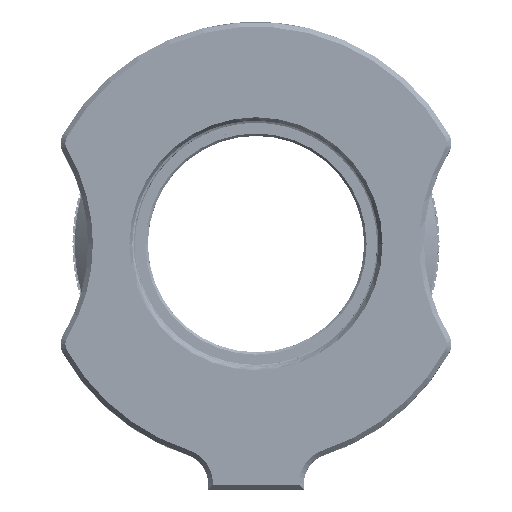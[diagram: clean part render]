
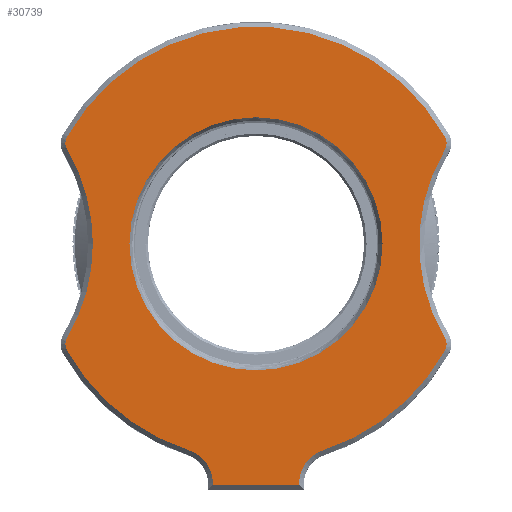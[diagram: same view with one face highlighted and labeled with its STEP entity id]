
A CAD part, top view. The second image highlights one B-rep face of the part: STEP entity #30739.
In plain terms, the highlighted planar face has unit normal (0, 0, 1).
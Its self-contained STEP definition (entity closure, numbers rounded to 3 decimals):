
#12345=DIRECTION('',(0.,1.,0.));
#12346=VECTOR('',#12345,0.167);
#12347=CARTESIAN_POINT('',(-4.572,-25.527,9.589));
#12348=LINE('',#12347,#12346);
#12384=CARTESIAN_POINT('',(-8.255,-25.36,9.589));
#12385=DIRECTION('',(0.,0.,-1.));
#12386=DIRECTION('',(0.31,0.951,0.));
#12387=AXIS2_PLACEMENT_3D('',#12384,#12385,#12386);
#12389=CARTESIAN_POINT('',(0.,0.,9.589));
#12390=DIRECTION('',(0.,0.,1.));
#12391=DIRECTION('',(-0.87,-0.493,0.));
#12392=AXIS2_PLACEMENT_3D('',#12389,#12390,#12391);
#12394=CARTESIAN_POINT('',(-18.782,-10.648,9.589));
#12395=DIRECTION('',(0.,0.,1.));
#12396=DIRECTION('',(-1.,0.,0.));
#12397=AXIS2_PLACEMENT_3D('',#12394,#12395,#12396);
#12399=CARTESIAN_POINT('',(-18.782,-10.648,9.589));
#12400=DIRECTION('',(0.,0.,1.));
#12401=DIRECTION('',(-0.861,0.508,0.));
#12402=AXIS2_PLACEMENT_3D('',#12399,#12400,#12401);
#12404=CARTESIAN_POINT('',(-36.83,0.,9.589));
#12405=DIRECTION('',(0.,0.,-1.));
#12406=DIRECTION('',(1.,0.,0.));
#12407=AXIS2_PLACEMENT_3D('',#12404,#12405,#12406);
#12409=CARTESIAN_POINT('',(-36.83,0.,9.589));
#12410=DIRECTION('',(0.,0.,-1.));
#12411=DIRECTION('',(0.861,0.508,0.));
#12412=AXIS2_PLACEMENT_3D('',#12409,#12410,#12411);
#12414=CARTESIAN_POINT('',(-18.782,10.648,9.589));
#12415=DIRECTION('',(0.,0.,1.));
#12416=DIRECTION('',(-1.,0.,0.));
#12417=AXIS2_PLACEMENT_3D('',#12414,#12415,#12416);
#12419=CARTESIAN_POINT('',(-18.782,10.648,9.589));
#12420=DIRECTION('',(0.,0.,1.));
#12421=DIRECTION('',(-0.87,0.493,0.));
#12422=AXIS2_PLACEMENT_3D('',#12419,#12420,#12421);
#12424=CARTESIAN_POINT('',(0.,0.,9.589));
#12425=DIRECTION('',(0.,0.,1.));
#12426=DIRECTION('',(0.87,0.493,0.));
#12427=AXIS2_PLACEMENT_3D('',#12424,#12425,#12426);
#12429=CARTESIAN_POINT('',(18.782,10.648,9.589));
#12430=DIRECTION('',(0.,0.,1.));
#12431=DIRECTION('',(0.861,-0.508,0.));
#12432=AXIS2_PLACEMENT_3D('',#12429,#12430,#12431);
#12434=CARTESIAN_POINT('',(36.83,0.,9.589));
#12435=DIRECTION('',(0.,0.,1.));
#12436=DIRECTION('',(-0.861,0.508,0.));
#12437=AXIS2_PLACEMENT_3D('',#12434,#12435,#12436);
#12439=CARTESIAN_POINT('',(18.782,-10.648,9.589));
#12440=DIRECTION('',(0.,0.,1.));
#12441=DIRECTION('',(0.87,-0.493,0.));
#12442=AXIS2_PLACEMENT_3D('',#12439,#12440,#12441);
#12444=CARTESIAN_POINT('',(0.,0.,9.589));
#12445=DIRECTION('',(0.,0.,1.));
#12446=DIRECTION('',(0.31,-0.951,0.));
#12447=AXIS2_PLACEMENT_3D('',#12444,#12445,#12446);
#12449=CARTESIAN_POINT('',(8.255,-25.36,9.589));
#12450=DIRECTION('',(0.,0.,-1.));
#12451=DIRECTION('',(-1.,0.,0.));
#12452=AXIS2_PLACEMENT_3D('',#12449,#12450,#12451);
#12454=CARTESIAN_POINT('',(0.,0.,9.589));
#12455=DIRECTION('',(0.,0.,-1.));
#12456=DIRECTION('',(1.,0.,0.));
#12457=AXIS2_PLACEMENT_3D('',#12454,#12455,#12456);
#12459=CARTESIAN_POINT('',(0.,0.,9.589));
#12460=DIRECTION('',(0.,0.,-1.));
#12461=DIRECTION('',(-1.,0.,0.));
#12462=AXIS2_PLACEMENT_3D('',#12459,#12460,#12461);
#15848=DIRECTION('',(0.,-1.,0.));
#15849=VECTOR('',#15848,0.167);
#15850=CARTESIAN_POINT('',(4.572,-25.36,9.589));
#15851=LINE('',#15850,#15849);
#15852=DIRECTION('',(-1.,0.,0.));
#15853=VECTOR('',#15852,9.144);
#15854=CARTESIAN_POINT('',(4.572,-25.527,9.589));
#15855=LINE('',#15854,#15853);
#29159=CARTESIAN_POINT('',(4.572,-25.36,9.589));
#29160=CARTESIAN_POINT('',(4.572,-25.527,9.589));
#29161=VERTEX_POINT('',#29159);
#29162=VERTEX_POINT('',#29160);
#29228=CARTESIAN_POINT('',(-19.985,-9.938,9.589));
#29230=VERTEX_POINT('',#29228);
#29284=CARTESIAN_POINT('',(-7.115,-21.858,9.589));
#29286=VERTEX_POINT('',#29284);
#29287=CARTESIAN_POINT('',(19.997,-11.337,9.589));
#29288=CARTESIAN_POINT('',(19.985,-9.938,9.589));
#29289=VERTEX_POINT('',#29287);
#29290=VERTEX_POINT('',#29288);
#29292=CARTESIAN_POINT('',(-19.997,11.337,9.589));
#29294=VERTEX_POINT('',#29292);
#29384=CARTESIAN_POINT('',(-4.572,-25.527,9.589));
#29385=CARTESIAN_POINT('',(-4.572,-25.36,9.589));
#29386=VERTEX_POINT('',#29384);
#29387=VERTEX_POINT('',#29385);
#29401=CARTESIAN_POINT('',(7.115,-21.858,9.589));
#29402=VERTEX_POINT('',#29401);
#29497=CARTESIAN_POINT('',(19.985,9.938,9.589));
#29498=CARTESIAN_POINT('',(19.997,11.337,9.589));
#29499=VERTEX_POINT('',#29497);
#29500=VERTEX_POINT('',#29498);
#29537=CARTESIAN_POINT('',(-20.179,10.648,9.589));
#29538=VERTEX_POINT('',#29537);
#29580=CARTESIAN_POINT('',(-17.272,0.,9.589));
#29581=VERTEX_POINT('',#29580);
#29586=CARTESIAN_POINT('',(-19.985,9.938,9.589));
#29587=VERTEX_POINT('',#29586);
#29618=CARTESIAN_POINT('',(-20.179,-10.648,9.589));
#29619=CARTESIAN_POINT('',(-19.997,-11.337,9.589));
#29620=VERTEX_POINT('',#29618);
#29621=VERTEX_POINT('',#29619);
#29704=CARTESIAN_POINT('',(-13.399,0.,9.589));
#29705=CARTESIAN_POINT('',(13.399,0.,9.589));
#29706=VERTEX_POINT('',#29704);
#29707=VERTEX_POINT('',#29705);
#30696=CARTESIAN_POINT('',(8.255,-25.36,9.589));
#30697=DIRECTION('',(0.,0.,1.));
#30698=DIRECTION('',(1.,0.,0.));
#30699=AXIS2_PLACEMENT_3D('',#30696,#30697,#30698);
#30700=PLANE('',#30699);
#30701=ORIENTED_EDGE('',*,*,#30642,.T.);
#30702=ORIENTED_EDGE('',*,*,#30658,.F.);
#30703=ORIENTED_EDGE('',*,*,#30673,.F.);
#30704=ORIENTED_EDGE('',*,*,#30686,.F.);
#30706=ORIENTED_EDGE('',*,*,#30705,.F.);
#30708=ORIENTED_EDGE('',*,*,#30707,.F.);
#30710=ORIENTED_EDGE('',*,*,#30709,.F.);
#30712=ORIENTED_EDGE('',*,*,#30711,.F.);
#30714=ORIENTED_EDGE('',*,*,#30713,.F.);
#30716=ORIENTED_EDGE('',*,*,#30715,.F.);
#30718=ORIENTED_EDGE('',*,*,#30717,.F.);
#30720=ORIENTED_EDGE('',*,*,#30719,.T.);
#30722=ORIENTED_EDGE('',*,*,#30721,.F.);
#30724=ORIENTED_EDGE('',*,*,#30723,.F.);
#30726=ORIENTED_EDGE('',*,*,#30725,.F.);
#30728=ORIENTED_EDGE('',*,*,#30727,.T.);
#30730=ORIENTED_EDGE('',*,*,#30729,.T.);
#30731=EDGE_LOOP('',(#30701,#30702,#30703,#30704,#30706,#30708,#30710,#30712,
#30714,#30716,#30718,#30720,#30722,#30724,#30726,#30728,#30730));
#30732=FACE_OUTER_BOUND('',#30731,.F.);
#30734=ORIENTED_EDGE('',*,*,#30733,.F.);
#30736=ORIENTED_EDGE('',*,*,#30735,.F.);
#30737=EDGE_LOOP('',(#30734,#30736));
#30738=FACE_BOUND('',#30737,.F.);
#30739=ADVANCED_FACE('',(#30732,#30738),#30700,.T.);
#12388=CIRCLE('',#12387,3.683);
#12393=CIRCLE('',#12392,22.987);
#12398=CIRCLE('',#12397,1.397);
#12403=CIRCLE('',#12402,1.397);
#12408=CIRCLE('',#12407,19.558);
#12413=CIRCLE('',#12412,19.558);
#12418=CIRCLE('',#12417,1.397);
#12423=CIRCLE('',#12422,1.397);
#12428=CIRCLE('',#12427,22.987);
#12433=CIRCLE('',#12432,1.397);
#12438=CIRCLE('',#12437,19.558);
#12443=CIRCLE('',#12442,1.397);
#12448=CIRCLE('',#12447,22.987);
#12453=CIRCLE('',#12452,3.683);
#12458=CIRCLE('',#12457,13.399);
#12463=CIRCLE('',#12462,13.399);
#30642=EDGE_CURVE('',#29386,#29387,#12348,.T.);
#30658=EDGE_CURVE('',#29286,#29387,#12388,.T.);
#30673=EDGE_CURVE('',#29621,#29286,#12393,.T.);
#30686=EDGE_CURVE('',#29620,#29621,#12398,.T.);
#30705=EDGE_CURVE('',#29230,#29620,#12403,.T.);
#30707=EDGE_CURVE('',#29581,#29230,#12408,.T.);
#30709=EDGE_CURVE('',#29587,#29581,#12413,.T.);
#30711=EDGE_CURVE('',#29538,#29587,#12418,.T.);
#30713=EDGE_CURVE('',#29294,#29538,#12423,.T.);
#30715=EDGE_CURVE('',#29500,#29294,#12428,.T.);
#30717=EDGE_CURVE('',#29499,#29500,#12433,.T.);
#30719=EDGE_CURVE('',#29499,#29290,#12438,.T.);
#30721=EDGE_CURVE('',#29289,#29290,#12443,.T.);
#30723=EDGE_CURVE('',#29402,#29289,#12448,.T.);
#30725=EDGE_CURVE('',#29161,#29402,#12453,.T.);
#30727=EDGE_CURVE('',#29161,#29162,#15851,.T.);
#30729=EDGE_CURVE('',#29162,#29386,#15855,.T.);
#30733=EDGE_CURVE('',#29707,#29706,#12458,.T.);
#30735=EDGE_CURVE('',#29706,#29707,#12463,.T.);
